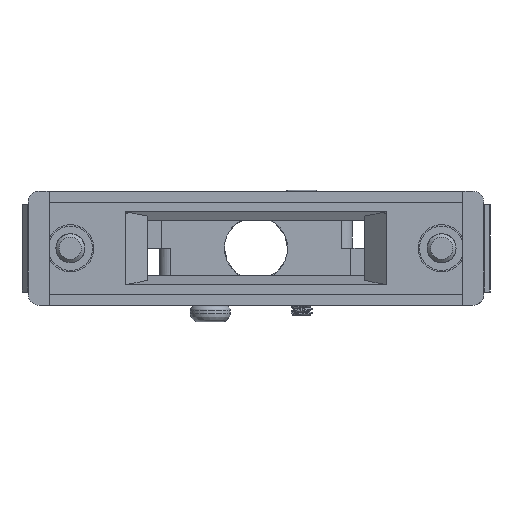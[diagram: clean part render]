
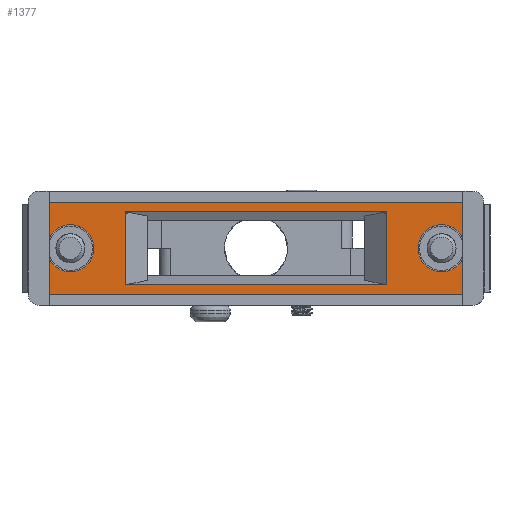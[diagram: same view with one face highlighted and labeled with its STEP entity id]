
A CAD part, front view. The second image highlights one B-rep face of the part: STEP entity #1377.
In plain terms, the highlighted planar face has unit normal (0, -1, 0).
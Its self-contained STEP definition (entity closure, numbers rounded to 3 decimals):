
#142=CARTESIAN_POINT('',(19.4,-7.348,-5.147));
#143=VERTEX_POINT('',#142);
#158=CARTESIAN_POINT('',(19.4,-7.348,-0.997));
#159=VERTEX_POINT('',#158);
#166=CARTESIAN_POINT('',(19.4,-7.348,-0.997));
#167=DIRECTION('',(0.,0.,-1.));
#168=VECTOR('',#167,4.15);
#169=LINE('',#166,#168);
#170=EDGE_CURVE('',#159,#143,#169,.T.);
#191=CARTESIAN_POINT('',(18.514,-7.348,-5.149));
#192=VERTEX_POINT('',#191);
#199=CARTESIAN_POINT('',(14.264,-7.348,-5.149));
#200=VERTEX_POINT('',#199);
#201=CARTESIAN_POINT('',(16.389,-7.348,-5.147));
#202=DIRECTION('',(1.,0.,0.));
#203=DIRECTION('',(-0.,-1.,0.));
#204=AXIS2_PLACEMENT_3D('',#201,#203,#202);
#205=CIRCLE('',#204,2.125);
#206=EDGE_CURVE('',#192,#200,#205,.T.);
#640=CARTESIAN_POINT('',(11.399,-7.348,-8.45));
#641=VERTEX_POINT('',#640);
#648=CARTESIAN_POINT('',(11.399,-7.348,-1.847));
#649=VERTEX_POINT('',#648);
#650=CARTESIAN_POINT('',(11.399,-7.348,-1.847));
#651=DIRECTION('',(0.,0.,-1.));
#652=VECTOR('',#651,6.603);
#653=LINE('',#650,#652);
#654=EDGE_CURVE('',#649,#641,#653,.T.);
#1260=CARTESIAN_POINT('',(-0.361,-7.348,-5.149));
#1261=DIRECTION('',(1.,0.,0.));
#1262=DIRECTION('',(0.,-1.,0.));
#1263=AXIS2_PLACEMENT_3D('',#1260,#1262,#1261);
#1264=PLANE('',#1263);
#1265=CARTESIAN_POINT('',(-20.32,-7.348,-0.997));
#1266=VERTEX_POINT('',#1265);
#1267=CARTESIAN_POINT('',(-20.32,-7.348,-5.147));
#1268=VERTEX_POINT('',#1267);
#1269=CARTESIAN_POINT('',(-20.32,-7.348,-0.997));
#1270=DIRECTION('',(0.,0.,-1.));
#1271=VECTOR('',#1270,4.15);
#1272=LINE('',#1269,#1271);
#1273=EDGE_CURVE('',#1266,#1268,#1272,.T.);
#1274=ORIENTED_EDGE('',*,*,#1273,.T.);
#1275=CARTESIAN_POINT('',(-20.121,-7.348,-5.15));
#1276=VERTEX_POINT('',#1275);
#1277=CARTESIAN_POINT('',(-20.32,-7.348,-5.147));
#1278=DIRECTION('',(1.,0.,0.));
#1279=VECTOR('',#1278,0.199);
#1280=LINE('',#1277,#1279);
#1281=EDGE_CURVE('',#1268,#1276,#1280,.T.);
#1282=ORIENTED_EDGE('',*,*,#1281,.T.);
#1283=CARTESIAN_POINT('',(-20.121,-7.348,-9.3));
#1284=VERTEX_POINT('',#1283);
#1285=CARTESIAN_POINT('',(-20.121,-7.348,-9.3));
#1286=DIRECTION('',(0.,0.,1.));
#1287=VECTOR('',#1286,4.15);
#1288=LINE('',#1285,#1287);
#1289=EDGE_CURVE('',#1284,#1276,#1288,.T.);
#1290=ORIENTED_EDGE('',*,*,#1289,.F.);
#1291=CARTESIAN_POINT('',(19.599,-7.348,-9.3));
#1292=VERTEX_POINT('',#1291);
#1293=CARTESIAN_POINT('',(-20.121,-7.348,-9.3));
#1294=DIRECTION('',(1.,0.,0.));
#1295=VECTOR('',#1294,39.72);
#1296=LINE('',#1293,#1295);
#1297=EDGE_CURVE('',#1284,#1292,#1296,.T.);
#1298=ORIENTED_EDGE('',*,*,#1297,.T.);
#1299=CARTESIAN_POINT('',(19.599,-7.348,-5.15));
#1300=VERTEX_POINT('',#1299);
#1301=CARTESIAN_POINT('',(19.599,-7.348,-9.3));
#1302=DIRECTION('',(0.,0.,1.));
#1303=VECTOR('',#1302,4.15);
#1304=LINE('',#1301,#1303);
#1305=EDGE_CURVE('',#1292,#1300,#1304,.T.);
#1306=ORIENTED_EDGE('',*,*,#1305,.T.);
#1307=CARTESIAN_POINT('',(19.599,-7.348,-5.15));
#1308=DIRECTION('',(-1.,0.,0.));
#1309=VECTOR('',#1308,0.199);
#1310=LINE('',#1307,#1309);
#1311=EDGE_CURVE('',#1300,#143,#1310,.T.);
#1312=ORIENTED_EDGE('',*,*,#1311,.T.);
#1313=ORIENTED_EDGE('',*,*,#170,.F.);
#1314=CARTESIAN_POINT('',(19.4,-7.348,-0.997));
#1315=DIRECTION('',(-1.,0.,0.));
#1316=VECTOR('',#1315,39.72);
#1317=LINE('',#1314,#1316);
#1318=EDGE_CURVE('',#159,#1266,#1317,.T.);
#1319=ORIENTED_EDGE('',*,*,#1318,.T.);
#1320=EDGE_LOOP('',(#1274,#1282,#1290,#1298,#1306,#1312,#1313,#1319));
#1321=FACE_OUTER_BOUND('',#1320,.T.);
#1322=CARTESIAN_POINT('',(-19.236,-7.348,-5.149));
#1323=VERTEX_POINT('',#1322);
#1324=CARTESIAN_POINT('',(-14.986,-7.348,-5.149));
#1325=VERTEX_POINT('',#1324);
#1326=CARTESIAN_POINT('',(-17.111,-7.348,-5.147));
#1327=DIRECTION('',(-1.,0.,0.));
#1328=DIRECTION('',(-0.,1.,0.));
#1329=AXIS2_PLACEMENT_3D('',#1326,#1328,#1327);
#1330=CIRCLE('',#1329,2.125);
#1331=EDGE_CURVE('',#1323,#1325,#1330,.T.);
#1332=ORIENTED_EDGE('',*,*,#1331,.T.);
#1333=CARTESIAN_POINT('',(-17.111,-7.348,-5.15));
#1334=DIRECTION('',(-1.,0.,0.));
#1335=DIRECTION('',(0.,-1.,0.));
#1336=AXIS2_PLACEMENT_3D('',#1333,#1335,#1334);
#1337=CIRCLE('',#1336,2.125);
#1338=EDGE_CURVE('',#1323,#1325,#1337,.T.);
#1339=ORIENTED_EDGE('',*,*,#1338,.F.);
#1340=EDGE_LOOP('',(#1332,#1339));
#1341=FACE_BOUND('',#1340,.T.);
#1342=CARTESIAN_POINT('',(-12.121,-7.348,-1.847));
#1343=VERTEX_POINT('',#1342);
#1344=CARTESIAN_POINT('',(-12.121,-7.348,-1.847));
#1345=DIRECTION('',(1.,0.,0.));
#1346=VECTOR('',#1345,23.52);
#1347=LINE('',#1344,#1346);
#1348=EDGE_CURVE('',#1343,#649,#1347,.T.);
#1349=ORIENTED_EDGE('',*,*,#1348,.T.);
#1350=ORIENTED_EDGE('',*,*,#654,.T.);
#1351=CARTESIAN_POINT('',(-12.121,-7.348,-8.45));
#1352=VERTEX_POINT('',#1351);
#1353=CARTESIAN_POINT('',(11.399,-7.348,-8.45));
#1354=DIRECTION('',(-1.,0.,0.));
#1355=VECTOR('',#1354,23.52);
#1356=LINE('',#1353,#1355);
#1357=EDGE_CURVE('',#641,#1352,#1356,.T.);
#1358=ORIENTED_EDGE('',*,*,#1357,.T.);
#1359=CARTESIAN_POINT('',(-12.121,-7.348,-1.847));
#1360=DIRECTION('',(0.,0.,-1.));
#1361=VECTOR('',#1360,6.603);
#1362=LINE('',#1359,#1361);
#1363=EDGE_CURVE('',#1343,#1352,#1362,.T.);
#1364=ORIENTED_EDGE('',*,*,#1363,.F.);
#1365=EDGE_LOOP('',(#1349,#1350,#1358,#1364));
#1366=FACE_BOUND('',#1365,.T.);
#1367=ORIENTED_EDGE('',*,*,#206,.F.);
#1368=CARTESIAN_POINT('',(16.389,-7.348,-5.15));
#1369=DIRECTION('',(1.,0.,0.));
#1370=DIRECTION('',(0.,1.,0.));
#1371=AXIS2_PLACEMENT_3D('',#1368,#1370,#1369);
#1372=CIRCLE('',#1371,2.125);
#1373=EDGE_CURVE('',#192,#200,#1372,.T.);
#1374=ORIENTED_EDGE('',*,*,#1373,.T.);
#1375=EDGE_LOOP('',(#1367,#1374));
#1376=FACE_BOUND('',#1375,.T.);
#1377=ADVANCED_FACE('',(#1321,#1341,#1366,#1376),#1264,.T.);
